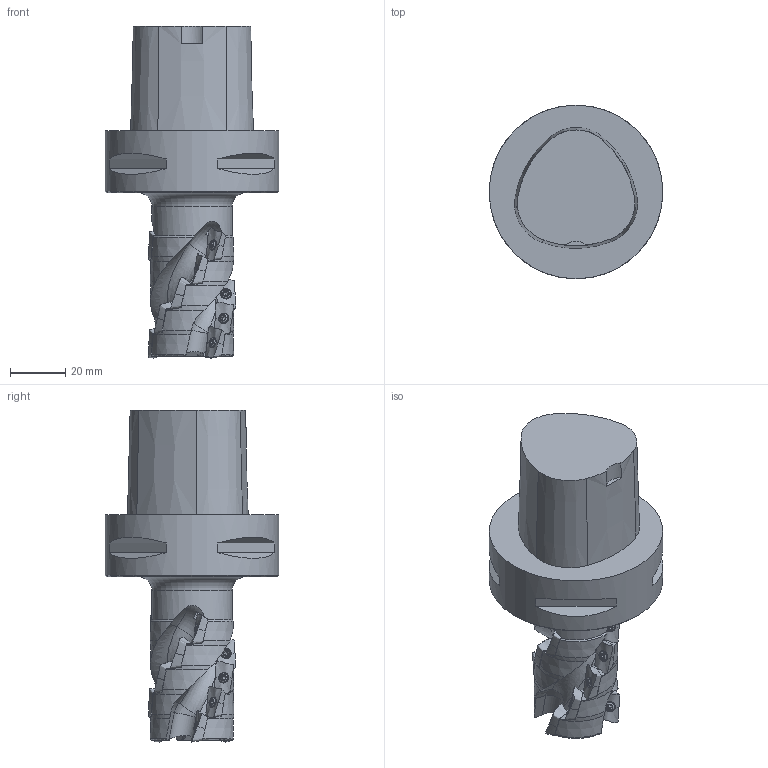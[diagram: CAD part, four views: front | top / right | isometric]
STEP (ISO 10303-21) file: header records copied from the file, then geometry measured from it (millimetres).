
FILE_DESCRIPTION(/* description */ (''),/* implementation_level */ '2;1');
FILE_NAME(/* name */ '1583464575446.stp',/* time_stamp */ '2020-03-06T08:46:33+05:00',/* author */ (''),/* organization */ ('SMS'),/* preprocessor_version */ 'ST-DEVELOPER v16.7',/* originating_system */ 'SIEMENS PLM Software NX 12.0',/* authorisation */ '');
FILE_SCHEMA (('AUTOMOTIVE_DESIGN { 1 0 10303 214 3 1 1 1 }'));
Products named in the file (4): ASSEMBLY_CONSTRUCTION; 201207134mod000_00; 202868285mod000_00; 202868286mod000_00
Assembly tree (17 placements, depth 2):
  202868286mod000_00
    202868285mod000_00
    201207134mod000_00  x15
    ASSEMBLY_CONSTRUCTION
Bounding box: 63 x 63 x 120.47 mm (x, y, z)
Volume: 153393.7 mm3; surface area: 27155.8 mm2
Topology: 16 solids, 17 shells, 764 faces, 1854 edges, 1209 vertices
Faces by surface type: cylinder 231, plane 207, cone 165, bspline 87, torus 53, sphere 15, revolution 6
Full cylindrical faces by diameter (mm): 2.5 x15, 2.8 x15, 3.45 x15, 29.117 x1, 63 x1
Entity records: 45965 total; most frequent: CARTESIAN_POINT 33093, ORIENTED_EDGE 2592, DIRECTION 2574, EDGE_CURVE 1296, AXIS2_PLACEMENT_3D 1177, VERTEX_POINT 856, EDGE_LOOP 676, ADVANCED_FACE 568
